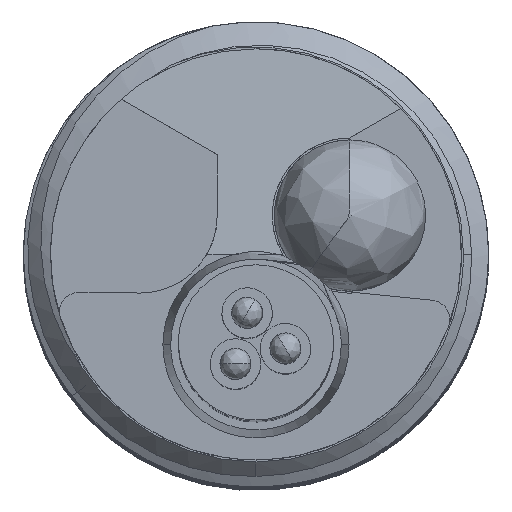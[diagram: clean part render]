
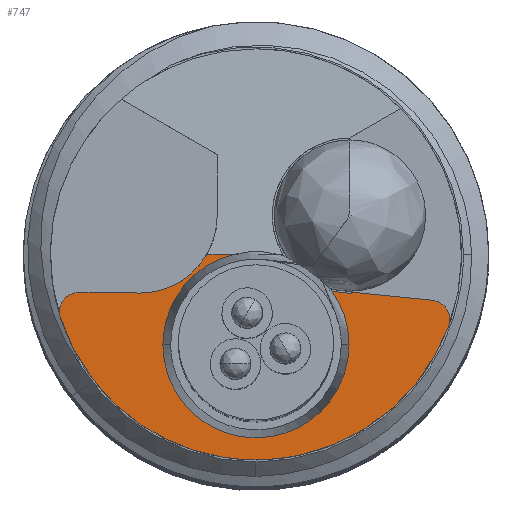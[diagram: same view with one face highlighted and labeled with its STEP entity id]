
A CAD part, top view. The second image highlights one B-rep face of the part: STEP entity #747.
In plain terms, the highlighted free-form (B-spline) face has degree [1, 1] with [2, 2] control points.
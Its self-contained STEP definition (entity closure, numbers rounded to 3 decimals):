
#127=CARTESIAN_POINT('',(-1.268,0.,58.77));
#128=VERTEX_POINT('',#127);
#136=CARTESIAN_POINT('',(-0.575,0.,58.77));
#137=VERTEX_POINT('',#136);
#138=CARTESIAN_POINT('',(-1.268,0.,58.77));
#139=CARTESIAN_POINT('',(-0.575,0.,58.77));
#140=B_SPLINE_CURVE_WITH_KNOTS('',1,(#138,#139),.POLYLINE_FORM.,.F.,.U.,(2,2),(0.,1.),.UNSPECIFIED.);
#141=EDGE_CURVE('',#128,#137,#140,.T.);
#181=CARTESIAN_POINT('',(1.961,-0.947,58.77));
#182=VERTEX_POINT('',#181);
#233=CARTESIAN_POINT('',(-2.4,-2.33,58.77));
#234=VERTEX_POINT('',#233);
#235=CARTESIAN_POINT('',(-0.575,0.,58.77));
#236=CARTESIAN_POINT('',(-2.4,-0.451,58.77));
#237=CARTESIAN_POINT('',(-2.4,-2.33,58.77));
#238=(BOUNDED_CURVE()B_SPLINE_CURVE(2,(#235,#236,#237),.CIRCULAR_ARC.,.F.,.U.)B_SPLINE_CURVE_WITH_KNOTS((3,3),(0.,1.),.UNSPECIFIED.)CURVE()GEOMETRIC_REPRESENTATION_ITEM()RATIONAL_B_SPLINE_CURVE((1.,0.787,1.))REPRESENTATION_ITEM(''));
#239=EDGE_CURVE('',#137,#234,#238,.T.);
#258=CARTESIAN_POINT('',(2.4,-2.33,58.77));
#259=VERTEX_POINT('',#258);
#265=CARTESIAN_POINT('',(2.4,-2.33,58.77));
#266=CARTESIAN_POINT('',(2.4,-1.569,58.77));
#267=CARTESIAN_POINT('',(1.961,-0.947,58.77));
#268=(BOUNDED_CURVE()B_SPLINE_CURVE(2,(#265,#266,#267),.CIRCULAR_ARC.,.F.,.U.)B_SPLINE_CURVE_WITH_KNOTS((3,3),(0.,1.),.UNSPECIFIED.)CURVE()GEOMETRIC_REPRESENTATION_ITEM()RATIONAL_B_SPLINE_CURVE((1.,0.953,1.))REPRESENTATION_ITEM(''));
#269=EDGE_CURVE('',#259,#182,#268,.T.);
#601=CARTESIAN_POINT('',(4.964,-1.856,58.77));
#602=VERTEX_POINT('',#601);
#603=CARTESIAN_POINT('',(0.,-5.3,58.77));
#604=VERTEX_POINT('',#603);
#605=CARTESIAN_POINT('',(4.964,-1.856,58.77));
#606=CARTESIAN_POINT('',(3.677,-5.3,58.77));
#607=CARTESIAN_POINT('',(0.,-5.3,58.77));
#608=(BOUNDED_CURVE()B_SPLINE_CURVE(2,(#605,#606,#607),.CIRCULAR_ARC.,.F.,.U.)B_SPLINE_CURVE_WITH_KNOTS((3,3),(0.,1.),.UNSPECIFIED.)CURVE()GEOMETRIC_REPRESENTATION_ITEM()RATIONAL_B_SPLINE_CURVE((1.,0.822,1.))REPRESENTATION_ITEM(''));
#609=EDGE_CURVE('',#602,#604,#608,.T.);
#665=CARTESIAN_POINT('',(4.545,-1.184,58.77));
#666=VERTEX_POINT('',#665);
#672=CARTESIAN_POINT('',(4.545,-1.184,58.77));
#673=CARTESIAN_POINT('',(4.79,-1.208,58.77));
#674=CARTESIAN_POINT('',(4.92,-1.417,58.77));
#675=CARTESIAN_POINT('',(5.05,-1.626,58.77));
#676=CARTESIAN_POINT('',(4.964,-1.856,58.77));
#677=(BOUNDED_CURVE()B_SPLINE_CURVE(2,(#672,#673,#674,#675,#676),.CIRCULAR_ARC.,.F.,.U.)B_SPLINE_CURVE_WITH_KNOTS((3,2,3),(0.,0.5,1.),.UNSPECIFIED.)CURVE()GEOMETRIC_REPRESENTATION_ITEM()RATIONAL_B_SPLINE_CURVE((1.,0.897,1.,0.897,1.))REPRESENTATION_ITEM(''));
#678=EDGE_CURVE('',#666,#602,#677,.T.);
#683=CARTESIAN_POINT('',(-14.119,14.119,58.77));
#684=CARTESIAN_POINT('',(14.119,14.119,58.77));
#685=CARTESIAN_POINT('',(-14.119,-14.119,58.77));
#686=CARTESIAN_POINT('',(14.119,-14.119,58.77));
#687=B_SPLINE_SURFACE_WITH_KNOTS('',1,1,((#683,#684),(#685,#686)),.PLANE_SURF.,.F.,.F.,.U.,(2,2),(2,2),(0.,1.),(0.,1.),.UNSPECIFIED.);
#688=ORIENTED_EDGE('',*,*,#239,.F.);
#689=ORIENTED_EDGE('',*,*,#141,.F.);
#690=CARTESIAN_POINT('',(-3.289,-0.979,58.77));
#691=VERTEX_POINT('',#690);
#692=CARTESIAN_POINT('',(-1.268,0.,58.77));
#693=CARTESIAN_POINT('',(-1.947,-1.175,58.77));
#694=CARTESIAN_POINT('',(-3.289,-0.979,58.77));
#695=(BOUNDED_CURVE()B_SPLINE_CURVE(2,(#692,#693,#694),.CIRCULAR_ARC.,.F.,.U.)B_SPLINE_CURVE_WITH_KNOTS((3,3),(0.,1.),.UNSPECIFIED.)CURVE()GEOMETRIC_REPRESENTATION_ITEM()RATIONAL_B_SPLINE_CURVE((1.,0.827,1.))REPRESENTATION_ITEM(''));
#696=EDGE_CURVE('',#128,#691,#695,.T.);
#697=ORIENTED_EDGE('',*,*,#696,.T.);
#698=CARTESIAN_POINT('',(-4.566,-0.979,58.77));
#699=VERTEX_POINT('',#698);
#700=CARTESIAN_POINT('',(-3.289,-0.979,58.77));
#701=CARTESIAN_POINT('',(-4.566,-0.979,58.77));
#702=B_SPLINE_CURVE_WITH_KNOTS('',1,(#700,#701),.POLYLINE_FORM.,.F.,.U.,(2,2),(0.,1.),.UNSPECIFIED.);
#703=EDGE_CURVE('',#691,#699,#702,.T.);
#704=ORIENTED_EDGE('',*,*,#703,.T.);
#705=CARTESIAN_POINT('',(-5.042,-1.633,58.77));
#706=VERTEX_POINT('',#705);
#707=CARTESIAN_POINT('',(-4.566,-0.979,58.77));
#708=CARTESIAN_POINT('',(-4.821,-0.979,58.77));
#709=CARTESIAN_POINT('',(-4.971,-1.185,58.77));
#710=CARTESIAN_POINT('',(-5.121,-1.391,58.77));
#711=CARTESIAN_POINT('',(-5.042,-1.633,58.77));
#712=(BOUNDED_CURVE()B_SPLINE_CURVE(2,(#707,#708,#709,#710,#711),.CIRCULAR_ARC.,.F.,.U.)B_SPLINE_CURVE_WITH_KNOTS((3,2,3),(0.,0.5,1.),.UNSPECIFIED.)CURVE()GEOMETRIC_REPRESENTATION_ITEM()RATIONAL_B_SPLINE_CURVE((1.,0.891,1.,0.891,1.))REPRESENTATION_ITEM(''));
#713=EDGE_CURVE('',#699,#706,#712,.T.);
#714=ORIENTED_EDGE('',*,*,#713,.T.);
#715=CARTESIAN_POINT('',(-5.042,-1.633,58.77));
#716=CARTESIAN_POINT('',(-3.855,-5.3,58.77));
#717=CARTESIAN_POINT('',(0.,-5.3,58.77));
#718=(BOUNDED_CURVE()B_SPLINE_CURVE(2,(#715,#716,#717),.CIRCULAR_ARC.,.F.,.U.)B_SPLINE_CURVE_WITH_KNOTS((3,3),(0.,1.),.UNSPECIFIED.)CURVE()GEOMETRIC_REPRESENTATION_ITEM()RATIONAL_B_SPLINE_CURVE((1.,0.809,1.))REPRESENTATION_ITEM(''));
#719=EDGE_CURVE('',#706,#604,#718,.T.);
#720=ORIENTED_EDGE('',*,*,#719,.T.);
#721=ORIENTED_EDGE('',*,*,#609,.F.);
#722=ORIENTED_EDGE('',*,*,#678,.F.);
#723=CARTESIAN_POINT('',(2.607,-0.991,58.77));
#724=VERTEX_POINT('',#723);
#725=CARTESIAN_POINT('',(4.545,-1.184,58.77));
#726=CARTESIAN_POINT('',(2.607,-0.991,58.77));
#727=B_SPLINE_CURVE_WITH_KNOTS('',1,(#725,#726),.POLYLINE_FORM.,.F.,.U.,(2,2),(0.,1.),.UNSPECIFIED.);
#728=EDGE_CURVE('',#666,#724,#727,.T.);
#729=ORIENTED_EDGE('',*,*,#728,.T.);
#730=CARTESIAN_POINT('',(2.607,-0.991,58.77));
#731=CARTESIAN_POINT('',(2.28,-1.022,58.77));
#732=CARTESIAN_POINT('',(1.961,-0.947,58.77));
#733=(BOUNDED_CURVE()B_SPLINE_CURVE(2,(#730,#731,#732),.CIRCULAR_ARC.,.F.,.U.)B_SPLINE_CURVE_WITH_KNOTS((3,3),(0.,1.),.UNSPECIFIED.)CURVE()GEOMETRIC_REPRESENTATION_ITEM()RATIONAL_B_SPLINE_CURVE((1.,0.987,1.))REPRESENTATION_ITEM(''));
#734=EDGE_CURVE('',#724,#182,#733,.T.);
#735=ORIENTED_EDGE('',*,*,#734,.T.);
#736=ORIENTED_EDGE('',*,*,#269,.F.);
#737=CARTESIAN_POINT('',(2.4,-2.33,58.77));
#738=CARTESIAN_POINT('',(2.4,-4.73,58.77));
#739=CARTESIAN_POINT('',(0.,-4.73,58.77));
#740=CARTESIAN_POINT('',(-2.4,-4.73,58.77));
#741=CARTESIAN_POINT('',(-2.4,-2.33,58.77));
#742=(BOUNDED_CURVE()B_SPLINE_CURVE(2,(#737,#738,#739,#740,#741),.CIRCULAR_ARC.,.F.,.U.)B_SPLINE_CURVE_WITH_KNOTS((3,2,3),(0.,0.5,1.),.UNSPECIFIED.)CURVE()GEOMETRIC_REPRESENTATION_ITEM()RATIONAL_B_SPLINE_CURVE((1.,0.707,1.,0.707,1.))REPRESENTATION_ITEM(''));
#743=EDGE_CURVE('',#259,#234,#742,.T.);
#744=ORIENTED_EDGE('',*,*,#743,.T.);
#745=EDGE_LOOP('',(#688,#689,#697,#704,#714,#720,#721,#722,#729,#735,#736,#744));
#746=FACE_OUTER_BOUND('',#745,.T.);
#747=ADVANCED_FACE('',(#746),#687,.T.);
